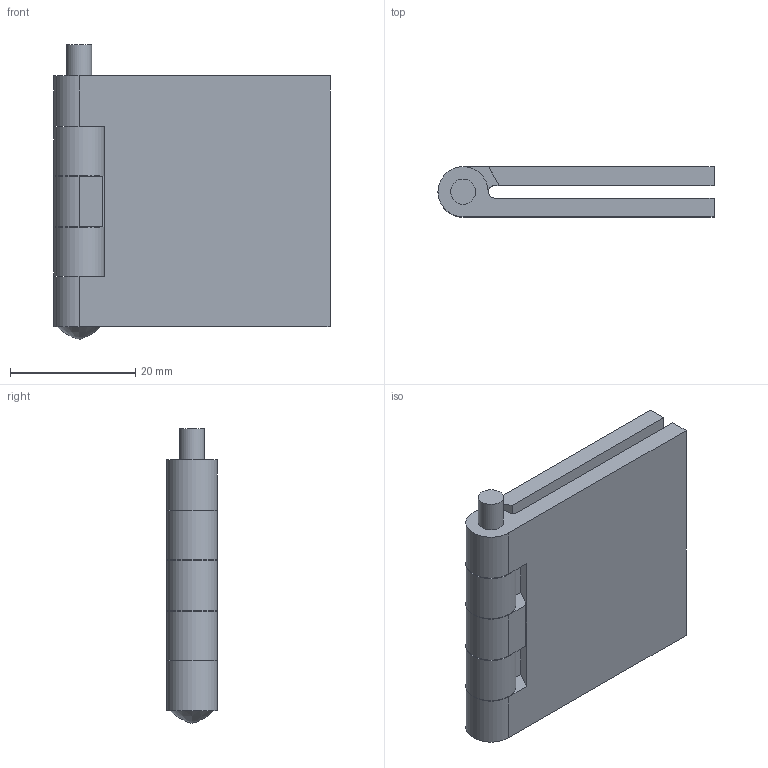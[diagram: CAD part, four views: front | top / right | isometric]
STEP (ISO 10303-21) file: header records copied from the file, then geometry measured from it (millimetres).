
FILE_DESCRIPTION( ( 'STEP AP214' ), '1' );
FILE_NAME( 'K1140.040400400.stp', '2020-12-10T10:20:48', ( '' ), ( '' ), ' ', 'PARTsolutions', ' ' );
FILE_SCHEMA( ( 'AUTOMOTIVE_DESIGN { 1 0 10303 214 1 1 1 1 }' ) );
Length unit declared in the file: millimetre
Products named in the file (1): _K1140.040400400
Bounding box: 44 x 8 x 47 mm (x, y, z)
Volume: 10766.4 mm3; surface area: 7968 mm2
Topology: 1 solids, 1 shells, 41 faces, 108 edges, 72 vertices
Faces by surface type: plane 25, cylinder 15, bspline 1
Full cylindrical faces by diameter (mm): 4 x5
Entity records: 1617 total; most frequent: CARTESIAN_POINT 242, DIRECTION 214, ORIENTED_EDGE 202, EDGE_CURVE 101, AXIS2_PLACEMENT_3D 72, VERTEX_POINT 72, LINE 70, VECTOR 70
